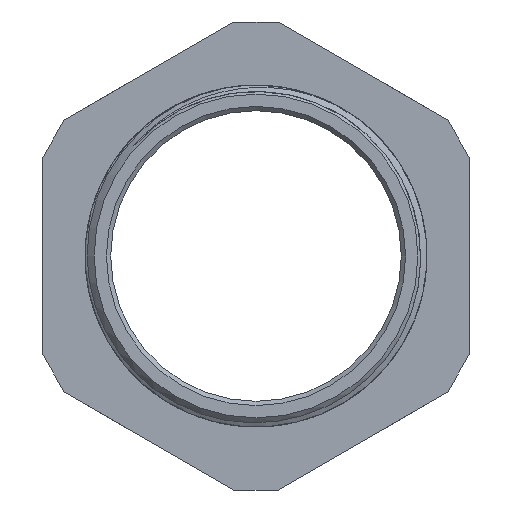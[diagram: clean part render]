
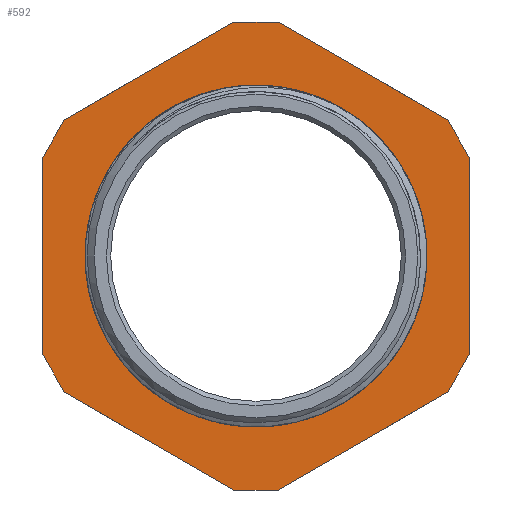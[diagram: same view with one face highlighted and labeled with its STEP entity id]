
A CAD part, left-side view. The second image highlights one B-rep face of the part: STEP entity #592.
In plain terms, the highlighted planar face has unit normal (-1, 0, 0).
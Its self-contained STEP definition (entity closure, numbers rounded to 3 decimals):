
#16=LINE('',#3757,#40);
#18=LINE('',#3769,#42);
#20=LINE('',#3777,#44);
#22=LINE('',#3789,#46);
#24=LINE('',#3797,#48);
#26=LINE('',#3809,#50);
#29=LINE('',#3824,#53);
#31=LINE('',#3830,#55);
#33=LINE('',#3844,#57);
#35=LINE('',#3856,#59);
#37=LINE('',#3862,#61);
#38=LINE('',#3867,#62);
#40=VECTOR('',#704,10.);
#42=VECTOR('',#708,10.);
#44=VECTOR('',#712,10.);
#46=VECTOR('',#716,10.);
#48=VECTOR('',#720,10.);
#50=VECTOR('',#724,10.);
#53=VECTOR('',#729,10.);
#55=VECTOR('',#733,10.);
#57=VECTOR('',#737,10.);
#59=VECTOR('',#741,10.);
#61=VECTOR('',#745,10.);
#62=VECTOR('',#748,10.);
#109=PLANE('',#657);
#120=FACE_BOUND('',#207,.T.);
#158=FACE_OUTER_BOUND('',#206,.T.);
#206=EDGE_LOOP('',(#532,#533,#534,#535,#536,#537,#538,#539,#540,#541,#542,
#543));
#207=EDGE_LOOP('',(#544));
#220=CIRCLE('',#618,19.239);
#267=VERTEX_POINT('',#2829);
#271=VERTEX_POINT('',#3754);
#272=VERTEX_POINT('',#3756);
#275=VERTEX_POINT('',#3768);
#277=VERTEX_POINT('',#3776);
#280=VERTEX_POINT('',#3788);
#282=VERTEX_POINT('',#3796);
#285=VERTEX_POINT('',#3808);
#289=VERTEX_POINT('',#3821);
#290=VERTEX_POINT('',#3823);
#294=VERTEX_POINT('',#3841);
#295=VERTEX_POINT('',#3843);
#298=VERTEX_POINT('',#3855);
#328=EDGE_CURVE('',#267,#267,#220,.T.);
#334=EDGE_CURVE('',#272,#271,#16,.T.);
#338=EDGE_CURVE('',#275,#272,#18,.T.);
#341=EDGE_CURVE('',#277,#275,#20,.T.);
#345=EDGE_CURVE('',#280,#277,#22,.T.);
#348=EDGE_CURVE('',#282,#280,#24,.T.);
#352=EDGE_CURVE('',#285,#282,#26,.T.);
#357=EDGE_CURVE('',#290,#289,#29,.T.);
#360=EDGE_CURVE('',#271,#290,#31,.T.);
#364=EDGE_CURVE('',#295,#294,#33,.T.);
#368=EDGE_CURVE('',#298,#285,#35,.T.);
#371=EDGE_CURVE('',#294,#298,#37,.T.);
#373=EDGE_CURVE('',#289,#295,#38,.T.);
#532=ORIENTED_EDGE('',*,*,#352,.T.);
#533=ORIENTED_EDGE('',*,*,#348,.T.);
#534=ORIENTED_EDGE('',*,*,#345,.T.);
#535=ORIENTED_EDGE('',*,*,#341,.T.);
#536=ORIENTED_EDGE('',*,*,#338,.T.);
#537=ORIENTED_EDGE('',*,*,#334,.T.);
#538=ORIENTED_EDGE('',*,*,#360,.T.);
#539=ORIENTED_EDGE('',*,*,#357,.T.);
#540=ORIENTED_EDGE('',*,*,#373,.T.);
#541=ORIENTED_EDGE('',*,*,#364,.T.);
#542=ORIENTED_EDGE('',*,*,#371,.T.);
#543=ORIENTED_EDGE('',*,*,#368,.T.);
#544=ORIENTED_EDGE('',*,*,#328,.T.);
#592=ADVANCED_FACE('',(#158,#120),#109,.T.);
#618=AXIS2_PLACEMENT_3D('',#2830,#693,#694);
#657=AXIS2_PLACEMENT_3D('',#3896,#795,#796);
#693=DIRECTION('center_axis',(1.,0.,0.));
#694=DIRECTION('ref_axis',(0.,0.,-1.));
#704=DIRECTION('',(0.,0.866,0.5));
#708=DIRECTION('',(0.,0.5,0.866));
#712=DIRECTION('',(0.,0.,1.));
#716=DIRECTION('',(0.,-0.5,0.866));
#720=DIRECTION('',(0.,-0.866,0.5));
#724=DIRECTION('',(0.,-1.,0.));
#729=DIRECTION('',(0.,0.866,-0.5));
#733=DIRECTION('',(0.,1.,0.));
#737=DIRECTION('',(0.,0.,-1.));
#741=DIRECTION('',(0.,-0.866,-0.5));
#745=DIRECTION('',(0.,-0.5,-0.866));
#748=DIRECTION('',(0.,0.5,-0.866));
#795=DIRECTION('center_axis',(-1.,0.,0.));
#796=DIRECTION('ref_axis',(0.,0.,1.));
#2829=CARTESIAN_POINT('',(-19.5,19.239,0.));
#2830=CARTESIAN_POINT('Origin',(-19.5,0.,0.));
#3754=CARTESIAN_POINT('',(-19.5,-2.578,27.379));
#3756=CARTESIAN_POINT('',(-19.5,-22.422,15.922));
#3757=CARTESIAN_POINT('',(-19.5,-7.148,24.74));
#3768=CARTESIAN_POINT('',(-19.5,-25.,11.456));
#3769=CARTESIAN_POINT('',(-19.5,-20.918,18.527));
#3776=CARTESIAN_POINT('',(-19.5,-25.,-11.456));
#3777=CARTESIAN_POINT('',(-19.5,-25.,-5.728));
#3788=CARTESIAN_POINT('',(-19.5,-22.422,-15.922));
#3789=CARTESIAN_POINT('',(-19.5,-19.629,-20.76));
#3796=CARTESIAN_POINT('',(-19.5,-2.578,-27.379));
#3797=CARTESIAN_POINT('',(-19.5,2.773,-30.469));
#3808=CARTESIAN_POINT('',(-19.5,2.578,-27.379));
#3809=CARTESIAN_POINT('',(-19.5,15.039,-27.379));
#3821=CARTESIAN_POINT('',(-19.5,22.422,15.922));
#3823=CARTESIAN_POINT('',(-19.5,2.578,27.379));
#3824=CARTESIAN_POINT('',(-19.5,17.852,18.561));
#3830=CARTESIAN_POINT('',(-19.5,12.461,27.379));
#3841=CARTESIAN_POINT('',(-19.5,25.,-11.456));
#3843=CARTESIAN_POINT('',(-19.5,25.,11.456));
#3844=CARTESIAN_POINT('',(-19.5,25.,5.728));
#3855=CARTESIAN_POINT('',(-19.5,22.422,-15.922));
#3856=CARTESIAN_POINT('',(-19.5,27.773,-12.833));
#3862=CARTESIAN_POINT('',(-19.5,27.793,-6.619));
#3867=CARTESIAN_POINT('',(-19.5,26.504,8.852));
#3896=CARTESIAN_POINT('Origin',(-19.5,27.5,0.));
